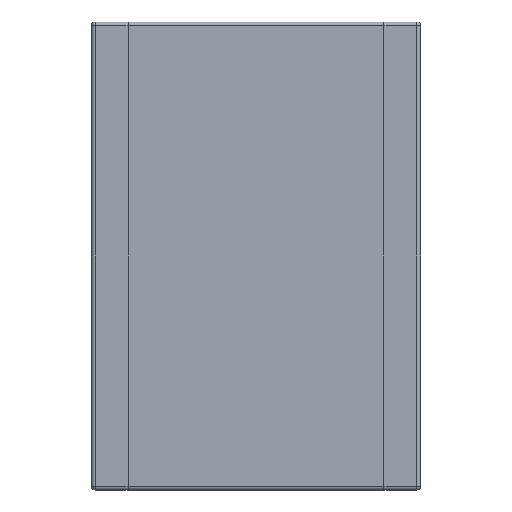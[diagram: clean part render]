
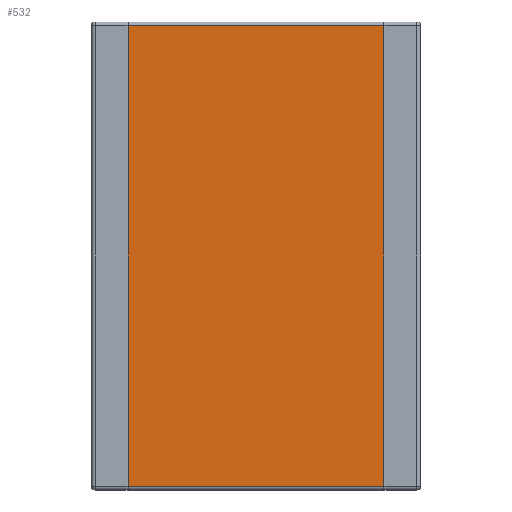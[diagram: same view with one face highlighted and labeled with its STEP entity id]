
A CAD part, front view. The second image highlights one B-rep face of the part: STEP entity #532.
In plain terms, the highlighted planar face has unit normal (0, -1, 0).
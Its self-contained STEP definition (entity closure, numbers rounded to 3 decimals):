
#408 = CARTESIAN_POINT ( 'NONE',  ( 2.25, 0., -3.15 ) ) ;
#409 = LINE ( 'NONE', #408, #455 ) ;
#410 = DIRECTION ( 'NONE',  ( -1., 0., 0. ) ) ;
#411 = VECTOR ( 'NONE', #410, 1000. ) ;
#412 = CARTESIAN_POINT ( 'NONE',  ( -2.25, 0., 3.15 ) ) ;
#413 = LINE ( 'NONE', #412, #411 ) ;
#454 = DIRECTION ( 'NONE',  ( 1., 0., 0. ) ) ;
#455 = VECTOR ( 'NONE', #454, 1000. ) ;
#525 = EDGE_LOOP ( 'NONE', ( #1672, #1673, #1669, #1670 ) ) ;
#532 = ADVANCED_FACE ( 'NONE', ( #930 ), #975, .T. ) ;
#556 = EDGE_CURVE ( 'NONE', #601, #671, #1082, .T. ) ;
#595 = VERTEX_POINT ( 'NONE', #1152 ) ;
#601 = VERTEX_POINT ( 'NONE', #1201 ) ;
#656 = EDGE_CURVE ( 'NONE', #595, #657, #1331, .T. ) ;
#657 = VERTEX_POINT ( 'NONE', #1327 ) ;
#671 = VERTEX_POINT ( 'NONE', #1401 ) ;
#930 = FACE_OUTER_BOUND ( 'NONE', #525, .T. ) ;
#971 = DIRECTION ( 'NONE',  ( 0., 0., -1. ) ) ;
#972 = DIRECTION ( 'NONE',  ( 0., -1., 0. ) ) ;
#973 = CARTESIAN_POINT ( 'NONE',  ( 2.25, 0., -3.2 ) ) ;
#974 = AXIS2_PLACEMENT_3D ( 'NONE', #973, #972, #971 ) ;
#975 = PLANE ( 'NONE',  #974 ) ;
#1078 = DIRECTION ( 'NONE',  ( 0., 0., 1. ) ) ;
#1079 = VECTOR ( 'NONE', #1078, 1000. ) ;
#1080 = CARTESIAN_POINT ( 'NONE',  ( -1.75, 0., -3.2 ) ) ;
#1082 = LINE ( 'NONE', #1080, #1079 ) ;
#1152 = CARTESIAN_POINT ( 'NONE',  ( 1.75, 0., 3.15 ) ) ;
#1201 = CARTESIAN_POINT ( 'NONE',  ( -1.75, 0., -3.15 ) ) ;
#1327 = CARTESIAN_POINT ( 'NONE',  ( 1.75, 0., -3.15 ) ) ;
#1328 = DIRECTION ( 'NONE',  ( 0., 0., -1. ) ) ;
#1329 = VECTOR ( 'NONE', #1328, 1000. ) ;
#1330 = CARTESIAN_POINT ( 'NONE',  ( 1.75, 0., -3.2 ) ) ;
#1331 = LINE ( 'NONE', #1330, #1329 ) ;
#1401 = CARTESIAN_POINT ( 'NONE',  ( -1.75, 0., 3.15 ) ) ;
#1668 = EDGE_CURVE ( 'NONE', #595, #671, #413, .T. ) ;
#1669 = ORIENTED_EDGE ( 'NONE', *, *, #656, .F. ) ;
#1670 = ORIENTED_EDGE ( 'NONE', *, *, #1668, .T. ) ;
#1671 = EDGE_CURVE ( 'NONE', #601, #657, #409, .T. ) ;
#1672 = ORIENTED_EDGE ( 'NONE', *, *, #556, .F. ) ;
#1673 = ORIENTED_EDGE ( 'NONE', *, *, #1671, .T. ) ;
